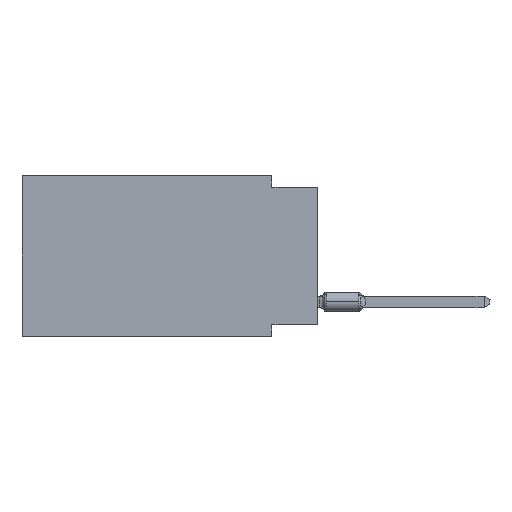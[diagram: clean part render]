
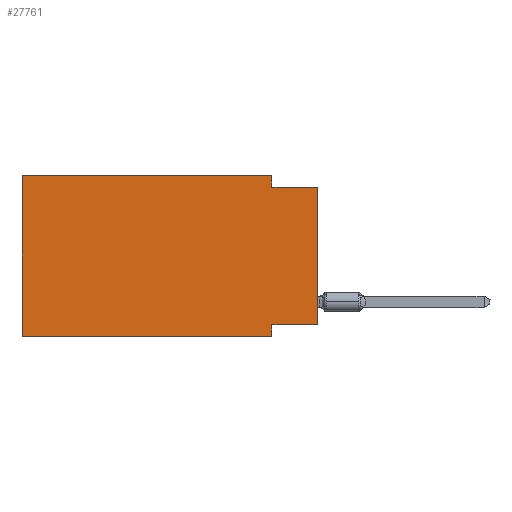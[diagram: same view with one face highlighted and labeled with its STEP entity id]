
A CAD part, left-side view. The second image highlights one B-rep face of the part: STEP entity #27761.
In plain terms, the highlighted planar face has unit normal (-1, 0, 0).
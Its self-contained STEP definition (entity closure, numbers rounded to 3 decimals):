
#867 = LINE ( 'NONE', #44322, #54630 ) ;
#1352 = LINE ( 'NONE', #51711, #27277 ) ;
#4798 = CARTESIAN_POINT ( 'NONE',  ( 0., 0., 0. ) ) ;
#5182 = VERTEX_POINT ( 'NONE', #67649 ) ;
#5592 = VERTEX_POINT ( 'NONE', #34600 ) ;
#7486 = VERTEX_POINT ( 'NONE', #56275 ) ;
#9938 = EDGE_CURVE ( 'NONE', #43203, #24854, #10548, .T. ) ;
#10548 = LINE ( 'NONE', #47368, #68695 ) ;
#16732 = EDGE_CURVE ( 'NONE', #24854, #48911, #867, .T. ) ;
#17935 = CARTESIAN_POINT ( 'NONE',  ( 0., 16.383, 0. ) ) ;
#18420 = ORIENTED_EDGE ( 'NONE', *, *, #16732, .F. ) ;
#18485 = EDGE_CURVE ( 'NONE', #5592, #48911, #53184, .T. ) ;
#18974 = VECTOR ( 'NONE', #59688, 1000. ) ;
#19987 = CARTESIAN_POINT ( 'NONE',  ( 0., 16.383, 0. ) ) ;
#20019 = DIRECTION ( 'NONE',  ( 0., 0., -1. ) ) ;
#20114 = VECTOR ( 'NONE', #37397, 1000. ) ;
#21237 = CARTESIAN_POINT ( 'NONE',  ( 0., 16.383, 0. ) ) ;
#21743 = ORIENTED_EDGE ( 'NONE', *, *, #36161, .T. ) ;
#21984 = VECTOR ( 'NONE', #54460, 1000. ) ;
#22243 = DIRECTION ( 'NONE',  ( 0., -1., 0. ) ) ;
#24854 = VERTEX_POINT ( 'NONE', #39941 ) ;
#26499 = FACE_OUTER_BOUND ( 'NONE', #42053, .T. ) ;
#27277 = VECTOR ( 'NONE', #33591, 1000. ) ;
#27281 = EDGE_CURVE ( 'NONE', #49829, #5182, #45985, .T. ) ;
#27761 = ADVANCED_FACE ( 'NONE', ( #26499 ), #69293, .F. ) ;
#28105 = LINE ( 'NONE', #17935, #18974 ) ;
#29461 = CARTESIAN_POINT ( 'NONE',  ( 0., 2.54, 0. ) ) ;
#33591 = DIRECTION ( 'NONE',  ( 0., -1., 0. ) ) ;
#34600 = CARTESIAN_POINT ( 'NONE',  ( 0., 0., -8.255 ) ) ;
#35917 = DIRECTION ( 'NONE',  ( 0., 1., 0. ) ) ;
#36161 = EDGE_CURVE ( 'NONE', #7486, #5182, #37629, .T. ) ;
#37085 = ORIENTED_EDGE ( 'NONE', *, *, #65270, .F. ) ;
#37366 = DIRECTION ( 'NONE',  ( 0., 0., -1. ) ) ;
#37397 = DIRECTION ( 'NONE',  ( 0., 0., 1. ) ) ;
#37629 = LINE ( 'NONE', #48497, #21984 ) ;
#38769 = AXIS2_PLACEMENT_3D ( 'NONE', #21237, #64035, #37366 ) ;
#39138 = EDGE_CURVE ( 'NONE', #7486, #60264, #28105, .T. ) ;
#39941 = CARTESIAN_POINT ( 'NONE',  ( 0., 2.54, -0.635 ) ) ;
#40405 = CARTESIAN_POINT ( 'NONE',  ( 0., 0., -0.635 ) ) ;
#42053 = EDGE_LOOP ( 'NONE', ( #65607, #18420, #64575, #62423, #52520, #21743, #62590, #37085 ) ) ;
#43203 = VERTEX_POINT ( 'NONE', #29461 ) ;
#44322 = CARTESIAN_POINT ( 'NONE',  ( 0., 0., -0.635 ) ) ;
#45985 = LINE ( 'NONE', #57193, #62269 ) ;
#46090 = LINE ( 'NONE', #56961, #69263 ) ;
#47368 = CARTESIAN_POINT ( 'NONE',  ( 0., 2.54, 0. ) ) ;
#48497 = CARTESIAN_POINT ( 'NONE',  ( 0., 16.383, -8.89 ) ) ;
#48911 = VERTEX_POINT ( 'NONE', #40405 ) ;
#49829 = VERTEX_POINT ( 'NONE', #55809 ) ;
#51711 = CARTESIAN_POINT ( 'NONE',  ( 0., 16.383, 0. ) ) ;
#51934 = DIRECTION ( 'NONE',  ( 0., 0., -1. ) ) ;
#52520 = ORIENTED_EDGE ( 'NONE', *, *, #39138, .F. ) ;
#53184 = LINE ( 'NONE', #4798, #20114 ) ;
#54460 = DIRECTION ( 'NONE',  ( 0., -1., 0. ) ) ;
#54630 = VECTOR ( 'NONE', #22243, 1000. ) ;
#55188 = EDGE_CURVE ( 'NONE', #60264, #43203, #1352, .T. ) ;
#55809 = CARTESIAN_POINT ( 'NONE',  ( 0., 2.54, -8.255 ) ) ;
#56275 = CARTESIAN_POINT ( 'NONE',  ( 0., 16.383, -8.89 ) ) ;
#56961 = CARTESIAN_POINT ( 'NONE',  ( 0., 0., -8.255 ) ) ;
#57193 = CARTESIAN_POINT ( 'NONE',  ( 0., 2.54, -8.89 ) ) ;
#59688 = DIRECTION ( 'NONE',  ( 0., 0., 1. ) ) ;
#60264 = VERTEX_POINT ( 'NONE', #19987 ) ;
#62269 = VECTOR ( 'NONE', #20019, 1000. ) ;
#62423 = ORIENTED_EDGE ( 'NONE', *, *, #55188, .F. ) ;
#62590 = ORIENTED_EDGE ( 'NONE', *, *, #27281, .F. ) ;
#64035 = DIRECTION ( 'NONE',  ( 1., 0., 0. ) ) ;
#64575 = ORIENTED_EDGE ( 'NONE', *, *, #9938, .F. ) ;
#65270 = EDGE_CURVE ( 'NONE', #5592, #49829, #46090, .T. ) ;
#65607 = ORIENTED_EDGE ( 'NONE', *, *, #18485, .T. ) ;
#67649 = CARTESIAN_POINT ( 'NONE',  ( 0., 2.54, -8.89 ) ) ;
#68695 = VECTOR ( 'NONE', #51934, 1000. ) ;
#69263 = VECTOR ( 'NONE', #35917, 1000. ) ;
#69293 = PLANE ( 'NONE',  #38769 ) ;
